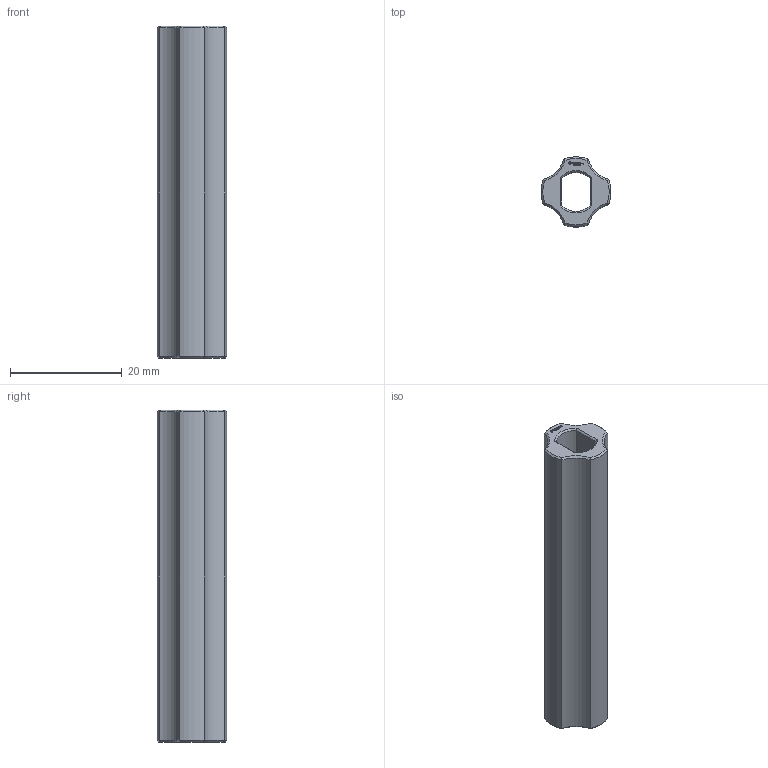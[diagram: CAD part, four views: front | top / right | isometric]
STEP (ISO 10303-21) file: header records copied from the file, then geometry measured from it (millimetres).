
FILE_DESCRIPTION(('FreeCAD Model'),'2;1');
FILE_NAME('Open CASCADE Shape Model','2024-01-01T13:09:23',(''),(''), 'Open CASCADE STEP processor 7.6','FreeCAD','Unknown');
FILE_SCHEMA(('AUTOMOTIVE_DESIGN { 1 0 10303 214 1 1 1 1 }'));
Length unit declared in the file: millimetre
Products named in the file (1): Spacer FXD BU01.00x04.75 - SPN-SPR-0022 (stemfie.org)
Bounding box: 12.47 x 12.47 x 59.38 mm (x, y, z)
Volume: 4343.2 mm3; surface area: 3729.3 mm2
Topology: 1 solids, 1 shells, 531 faces, 1467 edges, 970 vertices
Faces by surface type: plane 311, extrusion 190, cone 20, cylinder 10
Entity records: 36190 total; most frequent: CARTESIAN_POINT 8003, DIRECTION 4539, VECTOR 3699, LINE 3509, ORIENTED_EDGE 2934, PCURVE 2934, DEFINITIONAL_REPRESENTATION 2934, EDGE_CURVE 1467
